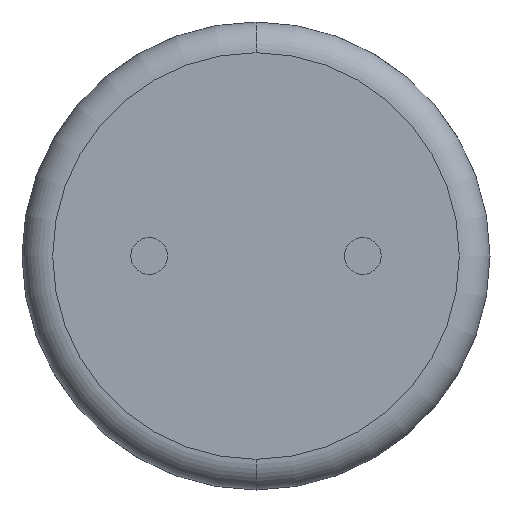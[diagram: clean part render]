
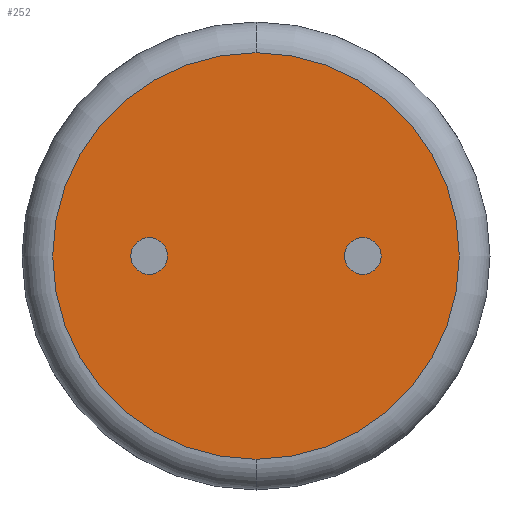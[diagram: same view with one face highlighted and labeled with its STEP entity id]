
A CAD part, front view. The second image highlights one B-rep face of the part: STEP entity #252.
In plain terms, the highlighted planar face has unit normal (0, -1, 0).
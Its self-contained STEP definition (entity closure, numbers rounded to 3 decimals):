
#3 = CIRCLE ( 'NONE', #814, 0.3 ) ;
#55 = DIRECTION ( 'NONE',  ( 0., -1., 0. ) ) ;
#78 = VERTEX_POINT ( 'NONE', #869 ) ;
#134 = DIRECTION ( 'NONE',  ( 0., -1., 0. ) ) ;
#189 = CARTESIAN_POINT ( 'NONE',  ( 0., 0., 0. ) ) ;
#221 = CIRCLE ( 'NONE', #871, 0.3 ) ;
#244 = EDGE_LOOP ( 'NONE', ( #1263, #787 ) ) ;
#252 = ADVANCED_FACE ( 'NONE', ( #1218, #1055, #609 ), #450, .T. ) ;
#261 = ORIENTED_EDGE ( 'NONE', *, *, #1248, .F. ) ;
#287 = DIRECTION ( 'NONE',  ( 0., 0., -1. ) ) ;
#326 = AXIS2_PLACEMENT_3D ( 'NONE', #189, #606, #392 ) ;
#357 = DIRECTION ( 'NONE',  ( 0., -1., 0. ) ) ;
#392 = DIRECTION ( 'NONE',  ( 0., 0., -1. ) ) ;
#439 = DIRECTION ( 'NONE',  ( 0., -1., 0. ) ) ;
#450 = PLANE ( 'NONE',  #732 ) ;
#466 = CIRCLE ( 'NONE', #326, 3.33 ) ;
#487 = CARTESIAN_POINT ( 'NONE',  ( -1.75, 0., 0. ) ) ;
#528 = CARTESIAN_POINT ( 'NONE',  ( 1.75, 0., 0. ) ) ;
#596 = ORIENTED_EDGE ( 'NONE', *, *, #1326, .T. ) ;
#606 = DIRECTION ( 'NONE',  ( 0., -1., 0. ) ) ;
#609 = FACE_BOUND ( 'NONE', #244, .T. ) ;
#639 = VERTEX_POINT ( 'NONE', #1077 ) ;
#644 = DIRECTION ( 'NONE',  ( 0., 0., -1. ) ) ;
#661 = CARTESIAN_POINT ( 'NONE',  ( -1.75, 0., -0.3 ) ) ;
#689 = DIRECTION ( 'NONE',  ( 0., -1., 0. ) ) ;
#703 = DIRECTION ( 'NONE',  ( 0., 0., -1. ) ) ;
#719 = VERTEX_POINT ( 'NONE', #661 ) ;
#727 = VERTEX_POINT ( 'NONE', #1090 ) ;
#732 = AXIS2_PLACEMENT_3D ( 'NONE', #752, #55, #644 ) ;
#752 = CARTESIAN_POINT ( 'NONE',  ( 0., 0., 0. ) ) ;
#763 = CARTESIAN_POINT ( 'NONE',  ( 1.75, 0., 0. ) ) ;
#777 = VERTEX_POINT ( 'NONE', #877 ) ;
#785 = AXIS2_PLACEMENT_3D ( 'NONE', #487, #689, #287 ) ;
#787 = ORIENTED_EDGE ( 'NONE', *, *, #1250, .F. ) ;
#796 = CARTESIAN_POINT ( 'NONE',  ( -1.75, 0., 0. ) ) ;
#802 = EDGE_LOOP ( 'NONE', ( #1296, #261 ) ) ;
#808 = EDGE_CURVE ( 'NONE', #891, #78, #466, .T. ) ;
#814 = AXIS2_PLACEMENT_3D ( 'NONE', #528, #134, #939 ) ;
#820 = CARTESIAN_POINT ( 'NONE',  ( 0., 0., -3.33 ) ) ;
#869 = CARTESIAN_POINT ( 'NONE',  ( 0., 0., 3.33 ) ) ;
#871 = AXIS2_PLACEMENT_3D ( 'NONE', #796, #439, #1168 ) ;
#877 = CARTESIAN_POINT ( 'NONE',  ( -1.75, 0., 0.3 ) ) ;
#891 = VERTEX_POINT ( 'NONE', #820 ) ;
#892 = DIRECTION ( 'NONE',  ( 0., -1., 0. ) ) ;
#939 = DIRECTION ( 'NONE',  ( 0., 0., -1. ) ) ;
#1012 = EDGE_LOOP ( 'NONE', ( #1114, #596 ) ) ;
#1032 = EDGE_CURVE ( 'NONE', #639, #727, #3, .T. ) ;
#1055 = FACE_BOUND ( 'NONE', #802, .T. ) ;
#1076 = DIRECTION ( 'NONE',  ( 0., 0., -1. ) ) ;
#1077 = CARTESIAN_POINT ( 'NONE',  ( 1.75, 0., 0.3 ) ) ;
#1090 = CARTESIAN_POINT ( 'NONE',  ( 1.75, 0., -0.3 ) ) ;
#1114 = ORIENTED_EDGE ( 'NONE', *, *, #808, .T. ) ;
#1125 = CIRCLE ( 'NONE', #785, 0.3 ) ;
#1158 = CIRCLE ( 'NONE', #1281, 3.33 ) ;
#1168 = DIRECTION ( 'NONE',  ( 0., 0., -1. ) ) ;
#1216 = CARTESIAN_POINT ( 'NONE',  ( 0., 0., 0. ) ) ;
#1218 = FACE_OUTER_BOUND ( 'NONE', #1012, .T. ) ;
#1240 = AXIS2_PLACEMENT_3D ( 'NONE', #763, #357, #1076 ) ;
#1246 = CIRCLE ( 'NONE', #1240, 0.3 ) ;
#1248 = EDGE_CURVE ( 'NONE', #719, #777, #1125, .T. ) ;
#1250 = EDGE_CURVE ( 'NONE', #727, #639, #1246, .T. ) ;
#1263 = ORIENTED_EDGE ( 'NONE', *, *, #1032, .F. ) ;
#1281 = AXIS2_PLACEMENT_3D ( 'NONE', #1216, #892, #703 ) ;
#1296 = ORIENTED_EDGE ( 'NONE', *, *, #1312, .F. ) ;
#1312 = EDGE_CURVE ( 'NONE', #777, #719, #221, .T. ) ;
#1326 = EDGE_CURVE ( 'NONE', #78, #891, #1158, .T. ) ;
